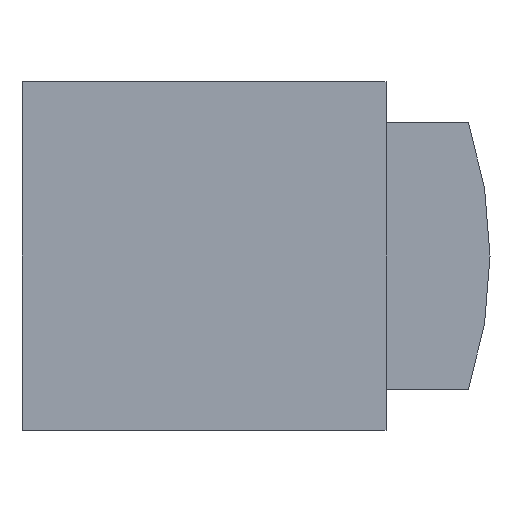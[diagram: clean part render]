
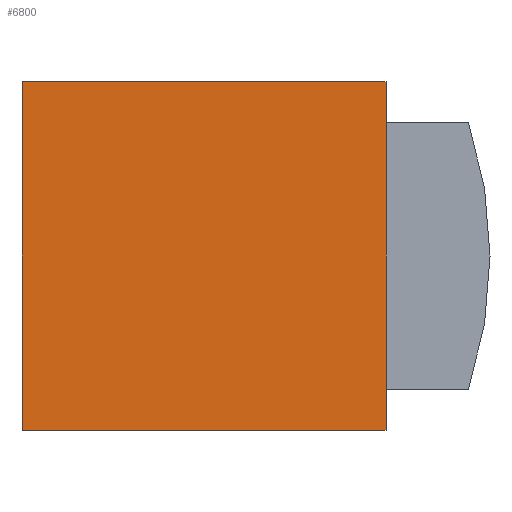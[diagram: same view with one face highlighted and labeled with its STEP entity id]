
A CAD part, front view. The second image highlights one B-rep face of the part: STEP entity #6800.
In plain terms, the highlighted planar face has unit normal (0, -1, 0).
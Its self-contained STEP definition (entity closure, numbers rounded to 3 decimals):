
#141=PLANE('',#7175);
#308=LINE('',#8958,#830);
#414=LINE('',#9180,#936);
#429=LINE('',#9218,#951);
#473=LINE('',#9365,#995);
#830=VECTOR('',#7499,1000.);
#936=VECTOR('',#7671,1000.);
#951=VECTOR('',#7700,1000.);
#995=VECTOR('',#7800,1000.);
#1981=ORIENTED_EDGE('',*,*,#2876,.F.);
#1982=ORIENTED_EDGE('',*,*,#2990,.F.);
#1983=ORIENTED_EDGE('',*,*,#3075,.F.);
#1984=ORIENTED_EDGE('',*,*,#3010,.F.);
#2876=EDGE_CURVE('',#3603,#3604,#308,.T.);
#2990=EDGE_CURVE('',#3686,#3603,#414,.T.);
#3010=EDGE_CURVE('',#3604,#3703,#429,.T.);
#3075=EDGE_CURVE('',#3703,#3686,#473,.T.);
#3603=VERTEX_POINT('',#8957);
#3604=VERTEX_POINT('',#8959);
#3686=VERTEX_POINT('',#9179);
#3703=VERTEX_POINT('',#9219);
#4291=EDGE_LOOP('',(#1981,#1982,#1983,#1984));
#4601=FACE_BOUND('',#4291,.T.);
#6800=ADVANCED_FACE('',(#4601),#141,.F.);
#7175=AXIS2_PLACEMENT_3D('',#9841,#8117,#8118);
#7499=DIRECTION('',(0.,0.,1.));
#7671=DIRECTION('',(-1.,0.,0.));
#7700=DIRECTION('',(1.,0.,0.));
#7800=DIRECTION('',(0.,0.,-1.));
#8117=DIRECTION('',(0.,1.,0.));
#8118=DIRECTION('',(0.,0.,1.));
#8957=CARTESIAN_POINT('',(-21.,-31.5,-20.1));
#8958=CARTESIAN_POINT('',(-21.,-31.5,-20.1));
#8959=CARTESIAN_POINT('',(-21.,-31.5,20.1));
#9179=CARTESIAN_POINT('',(21.,-31.5,-20.1));
#9180=CARTESIAN_POINT('',(21.,-31.5,-20.1));
#9218=CARTESIAN_POINT('',(-21.,-31.5,20.1));
#9219=CARTESIAN_POINT('',(21.,-31.5,20.1));
#9365=CARTESIAN_POINT('',(21.,-31.5,20.1));
#9841=CARTESIAN_POINT('',(0.,-31.5,0.));
